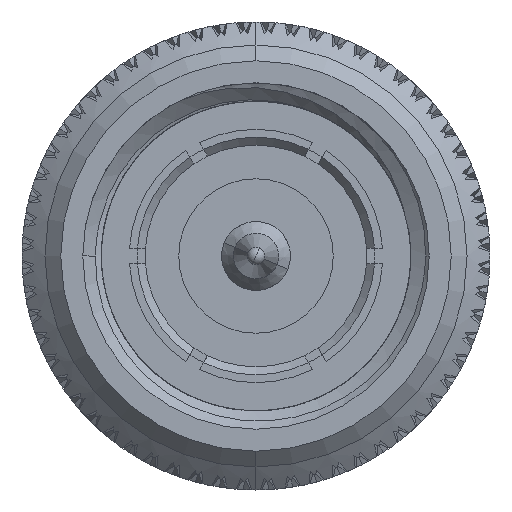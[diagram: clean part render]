
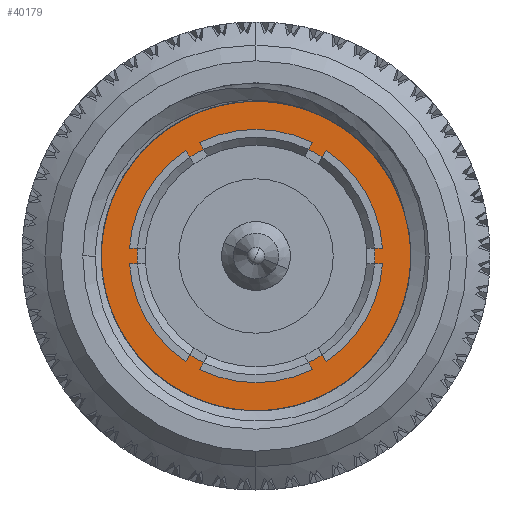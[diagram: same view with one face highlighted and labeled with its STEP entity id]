
A CAD part, left-side view. The second image highlights one B-rep face of the part: STEP entity #40179.
In plain terms, the highlighted planar face has unit normal (-1, 0, 0).
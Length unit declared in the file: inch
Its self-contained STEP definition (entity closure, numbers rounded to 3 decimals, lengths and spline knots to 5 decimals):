
#685 = DIRECTION ( 'NONE',  ( 0., -1., 0. ) ) ;
#2152 = CARTESIAN_POINT ( 'NONE',  ( 0.55, 0., 0. ) ) ;
#4376 = ORIENTED_EDGE ( 'NONE', *, *, #14418, .T. ) ;
#4648 = CARTESIAN_POINT ( 'NONE',  ( 0.55, -0.21875, 0. ) ) ;
#7346 = CARTESIAN_POINT ( 'NONE',  ( 0.55, 0., 0. ) ) ;
#8105 = ORIENTED_EDGE ( 'NONE', *, *, #43703, .T. ) ;
#11075 = DIRECTION ( 'NONE',  ( 0., -1., 0. ) ) ;
#12306 = FACE_OUTER_BOUND ( 'NONE', #33940, .T. ) ;
#14418 = EDGE_CURVE ( 'NONE', #48643, #22697, #85550, .T. ) ;
#15450 = ORIENTED_EDGE ( 'NONE', *, *, #57901, .F. ) ;
#18405 = DIRECTION ( 'NONE',  ( -1., 0., 0. ) ) ;
#19490 = FACE_BOUND ( 'NONE', #79366, .T. ) ;
#19506 = CIRCLE ( 'NONE', #39762, 0.15 ) ;
#20022 = ORIENTED_EDGE ( 'NONE', *, *, #74335, .F. ) ;
#22697 = VERTEX_POINT ( 'NONE', #4648 ) ;
#24621 = CARTESIAN_POINT ( 'NONE',  ( 0.55, 0.15, 0. ) ) ;
#26061 = VERTEX_POINT ( 'NONE', #26499 ) ;
#26499 = CARTESIAN_POINT ( 'NONE',  ( 0.55, -0.15, 0. ) ) ;
#27336 = AXIS2_PLACEMENT_3D ( 'NONE', #2152, #33291, #32994 ) ;
#30663 = DIRECTION ( 'NONE',  ( -1., 0., 0. ) ) ;
#32994 = DIRECTION ( 'NONE',  ( 0., -1., 0. ) ) ;
#33291 = DIRECTION ( 'NONE',  ( -1., 0., 0. ) ) ;
#33383 = CIRCLE ( 'NONE', #40183, 0.21875 ) ;
#33940 = EDGE_LOOP ( 'NONE', ( #8105, #4376 ) ) ;
#37187 = DIRECTION ( 'NONE',  ( -1., 0., 0. ) ) ;
#38140 = DIRECTION ( 'NONE',  ( 0., -1., 0. ) ) ;
#39762 = AXIS2_PLACEMENT_3D ( 'NONE', #7346, #37187, #38140 ) ;
#40179 = ADVANCED_FACE ( 'NONE', ( #12306, #19490 ), #61637, .T. ) ;
#40183 = AXIS2_PLACEMENT_3D ( 'NONE', #53306, #30663, #53661 ) ;
#43703 = EDGE_CURVE ( 'NONE', #22697, #48643, #33383, .T. ) ;
#45989 = DIRECTION ( 'NONE',  ( -1., 0., 0. ) ) ;
#47474 = AXIS2_PLACEMENT_3D ( 'NONE', #49372, #18405, #11075 ) ;
#48643 = VERTEX_POINT ( 'NONE', #52711 ) ;
#49372 = CARTESIAN_POINT ( 'NONE',  ( 0.55, 0., 0. ) ) ;
#52711 = CARTESIAN_POINT ( 'NONE',  ( 0.55, 0.21875, 0. ) ) ;
#53306 = CARTESIAN_POINT ( 'NONE',  ( 0.55, 0., 0. ) ) ;
#53661 = DIRECTION ( 'NONE',  ( 0., -1., 0. ) ) ;
#57901 = EDGE_CURVE ( 'NONE', #63713, #26061, #19506, .T. ) ;
#60659 = CIRCLE ( 'NONE', #27336, 0.15 ) ;
#61637 = PLANE ( 'NONE',  #74721 ) ;
#63713 = VERTEX_POINT ( 'NONE', #24621 ) ;
#74335 = EDGE_CURVE ( 'NONE', #26061, #63713, #60659, .T. ) ;
#74721 = AXIS2_PLACEMENT_3D ( 'NONE', #91368, #45989, #685 ) ;
#79366 = EDGE_LOOP ( 'NONE', ( #15450, #20022 ) ) ;
#85550 = CIRCLE ( 'NONE', #47474, 0.21875 ) ;
#91368 = CARTESIAN_POINT ( 'NONE',  ( 0.55, 0., 0. ) ) ;
